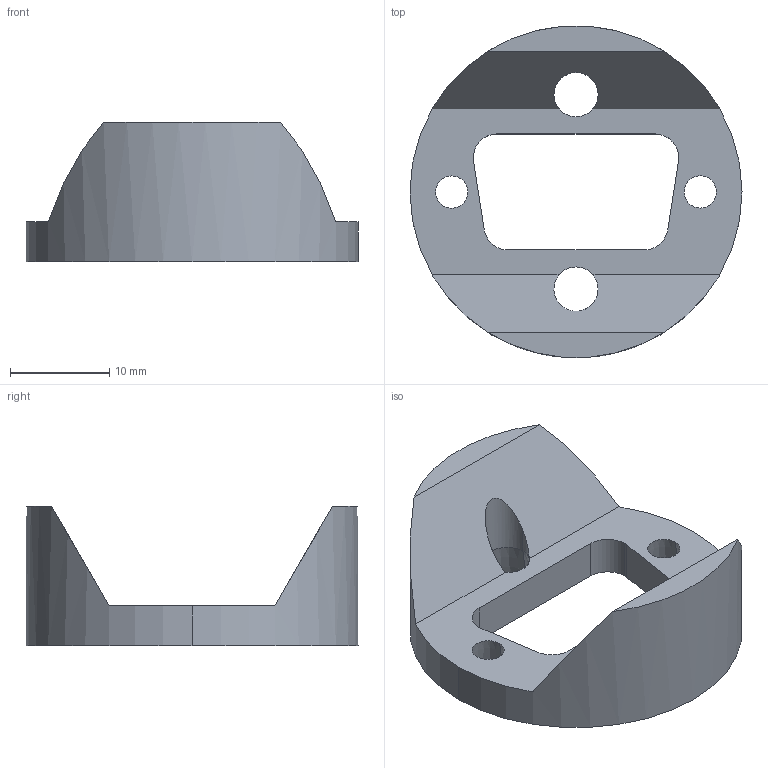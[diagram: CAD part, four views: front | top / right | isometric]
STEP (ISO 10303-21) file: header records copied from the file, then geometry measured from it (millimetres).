
FILE_DESCRIPTION (( 'STEP AP214' ), '1' );
FILE_NAME ('sub-d-female bottom.STEP', '2019-04-06T16:38:18', ( '' ), ( '' ), 'SwSTEP 2.0', 'SolidWorks 2016', '' );
FILE_SCHEMA (( 'AUTOMOTIVE_DESIGN' ));
Length unit declared in the file: millimetre
Products named in the file (1): sub-d-female bottom
Bounding box: 33.4 x 33.4 x 14 mm (x, y, z)
Volume: 4199.6 mm3; surface area: 2935.3 mm2
Topology: 1 solids, 1 shells, 29 faces, 83 edges, 54 vertices
Faces by surface type: cylinder 11, plane 10, cone 8
Entity records: 1015 total; most frequent: CARTESIAN_POINT 197, DIRECTION 169, ORIENTED_EDGE 166, EDGE_CURVE 83, AXIS2_PLACEMENT_3D 66, VERTEX_POINT 54, VECTOR 37, EDGE_LOOP 37
